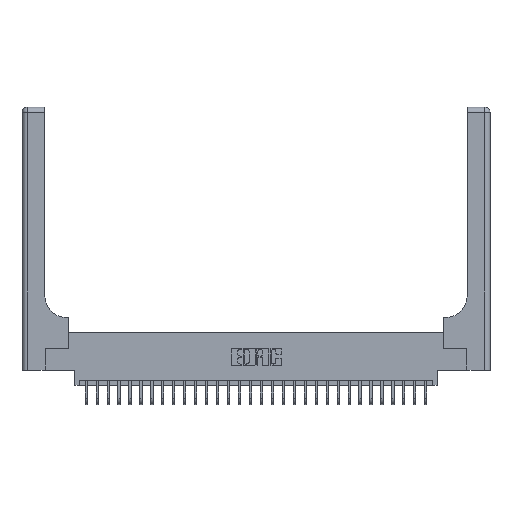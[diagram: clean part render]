
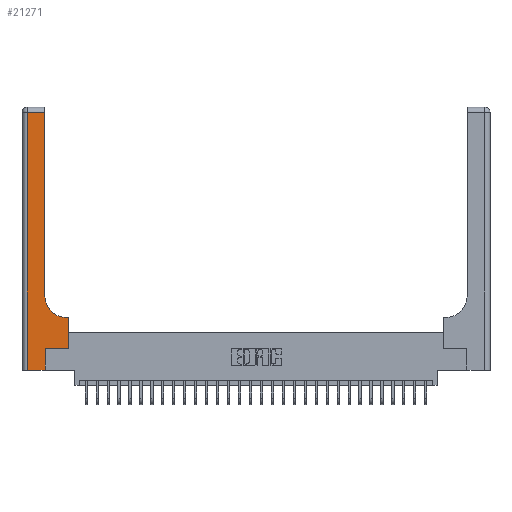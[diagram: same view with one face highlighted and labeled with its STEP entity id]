
A CAD part, top view. The second image highlights one B-rep face of the part: STEP entity #21271.
In plain terms, the highlighted planar face has unit normal (0, 0, 1).
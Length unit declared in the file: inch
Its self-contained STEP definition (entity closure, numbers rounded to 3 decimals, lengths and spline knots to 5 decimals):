
#521 = VECTOR ( 'NONE', #8996, 39.37008 ) ;
#630 = FACE_OUTER_BOUND ( 'NONE', #27551, .T. ) ;
#922 = ORIENTED_EDGE ( 'NONE', *, *, #14477, .T. ) ;
#1744 = CARTESIAN_POINT ( 'NONE',  ( 0.51, 0.6, 0.37 ) ) ;
#1825 = CIRCLE ( 'NONE', #11391, 0.25 ) ;
#2001 = CARTESIAN_POINT ( 'NONE',  ( 0.26, 0.85, 0.37 ) ) ;
#3056 = ORIENTED_EDGE ( 'NONE', *, *, #28570, .T. ) ;
#3232 = LINE ( 'NONE', #29249, #11404 ) ;
#3546 = VECTOR ( 'NONE', #17558, 39.37008 ) ;
#3598 = DIRECTION ( 'NONE',  ( 0., -1., 0. ) ) ;
#4058 = ORIENTED_EDGE ( 'NONE', *, *, #7183, .T. ) ;
#4264 = DIRECTION ( 'NONE',  ( 0., 1., 0. ) ) ;
#4966 = CARTESIAN_POINT ( 'NONE',  ( 0.265, 0., 0.37 ) ) ;
#5371 = AXIS2_PLACEMENT_3D ( 'NONE', #17786, #10722, #28846 ) ;
#6011 = CARTESIAN_POINT ( 'NONE',  ( 0.528, 0.6, 0.37 ) ) ;
#6087 = VECTOR ( 'NONE', #11819, 39.37008 ) ;
#6625 = ORIENTED_EDGE ( 'NONE', *, *, #14009, .T. ) ;
#6942 = ORIENTED_EDGE ( 'NONE', *, *, #14499, .T. ) ;
#7183 = EDGE_CURVE ( 'NONE', #18737, #25588, #8750, .T. ) ;
#8750 = LINE ( 'NONE', #26857, #521 ) ;
#8917 = LINE ( 'NONE', #22726, #6087 ) ;
#8996 = DIRECTION ( 'NONE',  ( 0., 1., 0. ) ) ;
#9222 = ORIENTED_EDGE ( 'NONE', *, *, #21293, .T. ) ;
#9299 = CARTESIAN_POINT ( 'NONE',  ( 0., 2.94, 0.37 ) ) ;
#9654 = EDGE_CURVE ( 'NONE', #17906, #19349, #3232, .T. ) ;
#10286 = VECTOR ( 'NONE', #22227, 39.37008 ) ;
#10722 = DIRECTION ( 'NONE',  ( 0., 0., -1. ) ) ;
#11126 = VERTEX_POINT ( 'NONE', #21612 ) ;
#11391 = AXIS2_PLACEMENT_3D ( 'NONE', #29217, #13691, #11407 ) ;
#11404 = VECTOR ( 'NONE', #4264, 39.37008 ) ;
#11407 = DIRECTION ( 'NONE',  ( 1., 0., 0. ) ) ;
#11819 = DIRECTION ( 'NONE',  ( 1., 0., 0. ) ) ;
#12291 = ORIENTED_EDGE ( 'NONE', *, *, #9654, .T. ) ;
#12805 = VECTOR ( 'NONE', #3598, 39.37008 ) ;
#12960 = CARTESIAN_POINT ( 'NONE',  ( 0.06, 0., 0.37 ) ) ;
#13106 = CARTESIAN_POINT ( 'NONE',  ( 0.265, 0.25, 0.37 ) ) ;
#13691 = DIRECTION ( 'NONE',  ( 0., 0., -1. ) ) ;
#14009 = EDGE_CURVE ( 'NONE', #22076, #18737, #8917, .T. ) ;
#14477 = EDGE_CURVE ( 'NONE', #11126, #22675, #15996, .T. ) ;
#14499 = EDGE_CURVE ( 'NONE', #25588, #11126, #22686, .T. ) ;
#15293 = CARTESIAN_POINT ( 'NONE',  ( 0.528, 0.25, 0.37 ) ) ;
#15527 = PLANE ( 'NONE',  #5371 ) ;
#15996 = LINE ( 'NONE', #15293, #3546 ) ;
#16359 = CARTESIAN_POINT ( 'NONE',  ( 0.06, 2.94, 0.37 ) ) ;
#17558 = DIRECTION ( 'NONE',  ( 0., 1., 0. ) ) ;
#17786 = CARTESIAN_POINT ( 'NONE',  ( 0., 3., 0.37 ) ) ;
#17906 = VERTEX_POINT ( 'NONE', #2001 ) ;
#18507 = LINE ( 'NONE', #19460, #12805 ) ;
#18637 = EDGE_CURVE ( 'NONE', #26088, #17906, #1825, .T. ) ;
#18737 = VERTEX_POINT ( 'NONE', #4966 ) ;
#18745 = VERTEX_POINT ( 'NONE', #16359 ) ;
#18753 = VECTOR ( 'NONE', #25356, 39.37008 ) ;
#19325 = ORIENTED_EDGE ( 'NONE', *, *, #18637, .T. ) ;
#19349 = VERTEX_POINT ( 'NONE', #23672 ) ;
#19385 = EDGE_CURVE ( 'NONE', #18745, #22076, #18507, .T. ) ;
#19460 = CARTESIAN_POINT ( 'NONE',  ( 0.06, 3., 0.37 ) ) ;
#20237 = VECTOR ( 'NONE', #28741, 39.37008 ) ;
#21269 = LINE ( 'NONE', #22251, #20237 ) ;
#21271 = ADVANCED_FACE ( 'NONE', ( #630 ), #15527, .F. ) ;
#21293 = EDGE_CURVE ( 'NONE', #22675, #26088, #21269, .T. ) ;
#21612 = CARTESIAN_POINT ( 'NONE',  ( 0.528, 0.25, 0.37 ) ) ;
#22076 = VERTEX_POINT ( 'NONE', #12960 ) ;
#22227 = DIRECTION ( 'NONE',  ( 1., 0., 0. ) ) ;
#22251 = CARTESIAN_POINT ( 'NONE',  ( 0.26, 0.6, 0.37 ) ) ;
#22675 = VERTEX_POINT ( 'NONE', #6011 ) ;
#22686 = LINE ( 'NONE', #13106, #10286 ) ;
#22726 = CARTESIAN_POINT ( 'NONE',  ( 0., 0., 0.37 ) ) ;
#23672 = CARTESIAN_POINT ( 'NONE',  ( 0.26, 2.94, 0.37 ) ) ;
#24713 = LINE ( 'NONE', #9299, #18753 ) ;
#25356 = DIRECTION ( 'NONE',  ( -1., 0., 0. ) ) ;
#25588 = VERTEX_POINT ( 'NONE', #26535 ) ;
#25668 = ORIENTED_EDGE ( 'NONE', *, *, #19385, .T. ) ;
#26088 = VERTEX_POINT ( 'NONE', #1744 ) ;
#26535 = CARTESIAN_POINT ( 'NONE',  ( 0.265, 0.25, 0.37 ) ) ;
#26857 = CARTESIAN_POINT ( 'NONE',  ( 0.265, 0., 0.37 ) ) ;
#27551 = EDGE_LOOP ( 'NONE', ( #12291, #3056, #25668, #6625, #4058, #6942, #922, #9222, #19325 ) ) ;
#28570 = EDGE_CURVE ( 'NONE', #19349, #18745, #24713, .T. ) ;
#28741 = DIRECTION ( 'NONE',  ( -1., 0., 0. ) ) ;
#28846 = DIRECTION ( 'NONE',  ( -1., 0., 0. ) ) ;
#29217 = CARTESIAN_POINT ( 'NONE',  ( 0.51, 0.85, 0.37 ) ) ;
#29249 = CARTESIAN_POINT ( 'NONE',  ( 0.26, 3., 0.37 ) ) ;
